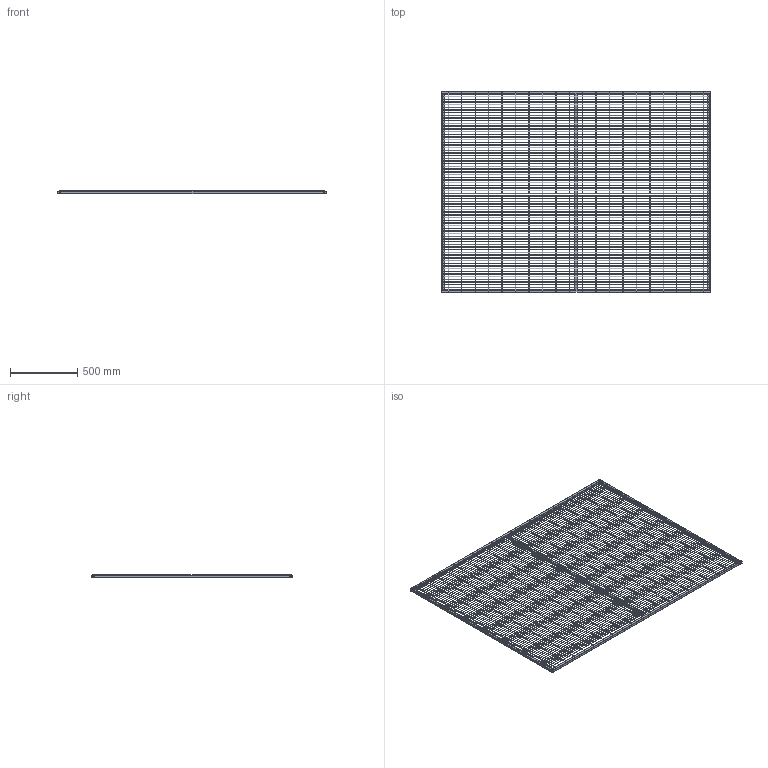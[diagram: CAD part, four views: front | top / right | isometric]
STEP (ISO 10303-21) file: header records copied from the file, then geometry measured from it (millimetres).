
FILE_DESCRIPTION (( 'STEP AP214' ), '1' );
FILE_NAME ('SRF_C_1500_3_B.STEP', '2018-01-25T12:57:25', ( '' ), ( '' ), 'SwSTEP 2.0', 'SolidWorks 2018', '' );
FILE_SCHEMA (( 'AUTOMOTIVE_DESIGN' ));
Length unit declared in the file: millimetre
Products named in the file (1): SRF_C_1500_3_B
Bounding box: 1999 x 1495 x 25.93 mm (x, y, z)
Volume: 1724303 mm3; surface area: 2870548.4 mm2
Topology: 101 solids, 101 shells, 770 faces, 1644 edges, 1096 vertices
Faces by surface type: cylinder 396, plane 374
Entity records: 30540 total; most frequent: DIRECTION 3978, CARTESIAN_POINT 3511, ORIENTED_EDGE 3288, EDGE_CURVE 1644, AXIS2_PLACEMENT_3D 1563, VERTEX_POINT 1096, UNCERTAINTY_MEASURE_WITH_UNIT 873, PRESENTATION_STYLE_ASSIGNMENT 872
